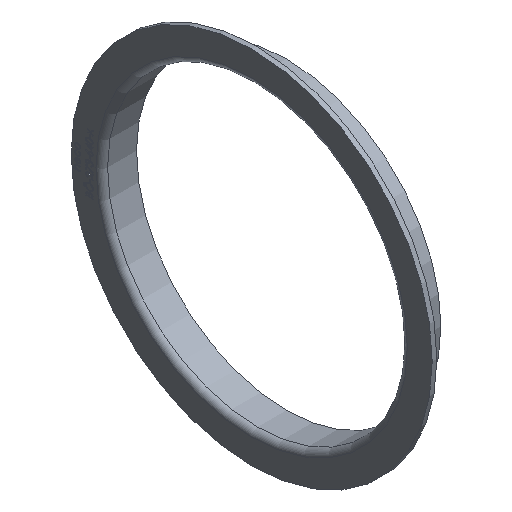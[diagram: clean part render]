
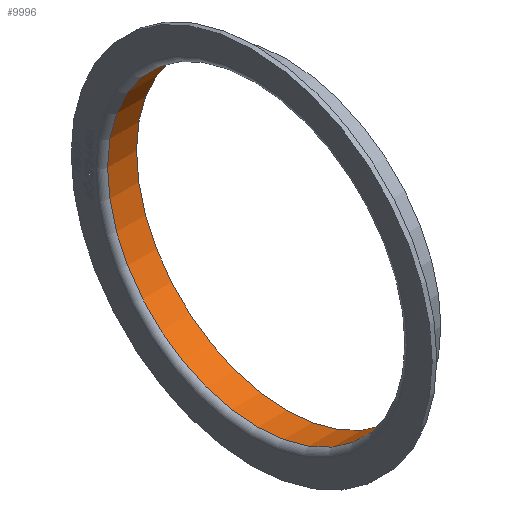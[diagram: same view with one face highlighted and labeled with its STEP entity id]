
A CAD part, isometric view. The second image highlights one B-rep face of the part: STEP entity #9996.
In plain terms, the highlighted cylindrical face has radius 129.5 mm (diameter 259 mm), a full revolution.
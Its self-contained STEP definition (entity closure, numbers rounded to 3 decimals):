
#139 = EDGE_LOOP ( 'NONE', ( #6523 ) ) ;
#807 = FACE_OUTER_BOUND ( 'NONE', #2171, .T. ) ;
#1928 = DIRECTION ( 'NONE',  ( -1., 0., 0. ) ) ;
#2171 = EDGE_LOOP ( 'NONE', ( #9828 ) ) ;
#2901 = DIRECTION ( 'NONE',  ( 0., 0., -1. ) ) ;
#2970 = CARTESIAN_POINT ( 'NONE',  ( 5., 0., 0. ) ) ;
#3116 = DIRECTION ( 'NONE',  ( 0., 0., 1. ) ) ;
#3842 = FACE_OUTER_BOUND ( 'NONE', #139, .T. ) ;
#4182 = AXIS2_PLACEMENT_3D ( 'NONE', #2970, #9804, #2901 ) ;
#5123 = CARTESIAN_POINT ( 'NONE',  ( 30., 0., 0. ) ) ;
#5888 = VERTEX_POINT ( 'NONE', #8164 ) ;
#6523 = ORIENTED_EDGE ( 'NONE', *, *, #11146, .F. ) ;
#7238 = CARTESIAN_POINT ( 'NONE',  ( 0., 0., 0. ) ) ;
#8164 = CARTESIAN_POINT ( 'NONE',  ( 30., 0., 129.5 ) ) ;
#8422 = AXIS2_PLACEMENT_3D ( 'NONE', #7238, #11746, #3116 ) ;
#9634 = CIRCLE ( 'NONE', #11529, 129.5 ) ;
#9703 = DIRECTION ( 'NONE',  ( 0., 0., 1. ) ) ;
#9804 = DIRECTION ( 'NONE',  ( -1., 0., 0. ) ) ;
#9828 = ORIENTED_EDGE ( 'NONE', *, *, #13103, .T. ) ;
#9996 = ADVANCED_FACE ( 'NONE', ( #807, #3842 ), #12838, .F. ) ;
#10537 = CIRCLE ( 'NONE', #4182, 129.5 ) ;
#11146 = EDGE_CURVE ( 'NONE', #5888, #5888, #9634, .T. ) ;
#11529 = AXIS2_PLACEMENT_3D ( 'NONE', #5123, #1928, #9703 ) ;
#11571 = CARTESIAN_POINT ( 'NONE',  ( 5., 0., -129.5 ) ) ;
#11746 = DIRECTION ( 'NONE',  ( -1., 0., 0. ) ) ;
#12838 = CYLINDRICAL_SURFACE ( 'NONE', #8422, 129.5 ) ;
#13103 = EDGE_CURVE ( 'NONE', #13702, #13702, #10537, .T. ) ;
#13702 = VERTEX_POINT ( 'NONE', #11571 ) ;
